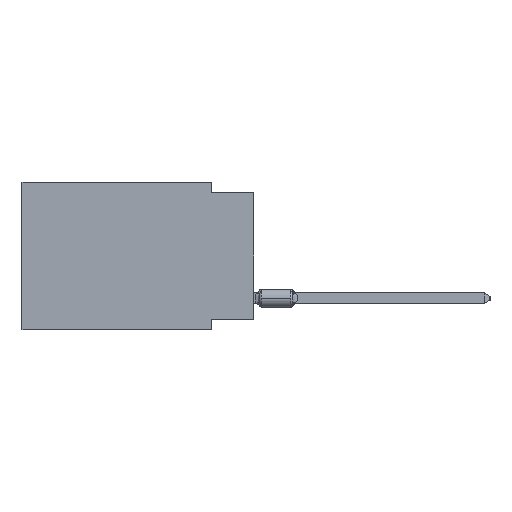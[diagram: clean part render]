
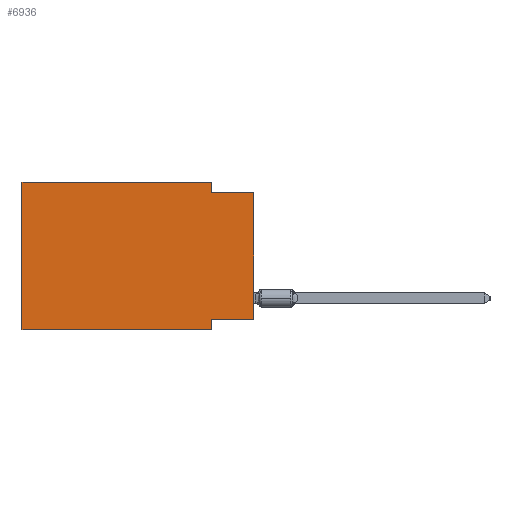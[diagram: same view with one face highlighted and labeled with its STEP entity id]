
A CAD part, left-side view. The second image highlights one B-rep face of the part: STEP entity #6936.
In plain terms, the highlighted planar face has unit normal (-1, 0, 0).
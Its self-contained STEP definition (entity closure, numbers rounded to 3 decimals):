
#293 = ORIENTED_EDGE ( 'NONE', *, *, #4891, .T. ) ;
#419 = EDGE_CURVE ( 'NONE', #32102, #1012, #38087, .T. ) ;
#551 = CARTESIAN_POINT ( 'NONE',  ( 0., 0., -0.635 ) ) ;
#1012 = VERTEX_POINT ( 'NONE', #36163 ) ;
#2311 = EDGE_LOOP ( 'NONE', ( #293, #38005, #36949, #37561, #11231, #36698, #35700, #28030 ) ) ;
#3478 = VERTEX_POINT ( 'NONE', #21833 ) ;
#4891 = EDGE_CURVE ( 'NONE', #33560, #10363, #27259, .T. ) ;
#6245 = DIRECTION ( 'NONE',  ( 0., -1., 0. ) ) ;
#6693 = VECTOR ( 'NONE', #6245, 1000. ) ;
#6936 = ADVANCED_FACE ( 'NONE', ( #17821 ), #38974, .F. ) ;
#7567 = CARTESIAN_POINT ( 'NONE',  ( 0., 0., 0. ) ) ;
#7574 = CARTESIAN_POINT ( 'NONE',  ( 0., 13.97, 0. ) ) ;
#8944 = CARTESIAN_POINT ( 'NONE',  ( 0., 0., -8.255 ) ) ;
#10269 = VERTEX_POINT ( 'NONE', #28714 ) ;
#10363 = VERTEX_POINT ( 'NONE', #23542 ) ;
#11231 = ORIENTED_EDGE ( 'NONE', *, *, #419, .F. ) ;
#11486 = VECTOR ( 'NONE', #26654, 1000. ) ;
#13054 = CARTESIAN_POINT ( 'NONE',  ( 0., 13.97, 0. ) ) ;
#13627 = EDGE_CURVE ( 'NONE', #3478, #10363, #19231, .T. ) ;
#13936 = DIRECTION ( 'NONE',  ( 1., 0., 0. ) ) ;
#16351 = VERTEX_POINT ( 'NONE', #39142 ) ;
#16483 = VERTEX_POINT ( 'NONE', #22089 ) ;
#17755 = VECTOR ( 'NONE', #39744, 1000. ) ;
#17821 = FACE_OUTER_BOUND ( 'NONE', #2311, .T. ) ;
#19231 = LINE ( 'NONE', #551, #32568 ) ;
#21833 = CARTESIAN_POINT ( 'NONE',  ( 0., 2.54, -0.635 ) ) ;
#22089 = CARTESIAN_POINT ( 'NONE',  ( 0., 2.54, -8.255 ) ) ;
#22110 = VECTOR ( 'NONE', #32647, 1000. ) ;
#22125 = AXIS2_PLACEMENT_3D ( 'NONE', #29540, #13936, #26470 ) ;
#22280 = CARTESIAN_POINT ( 'NONE',  ( 0., 0., -8.255 ) ) ;
#22985 = EDGE_CURVE ( 'NONE', #16483, #16351, #33010, .T. ) ;
#23542 = CARTESIAN_POINT ( 'NONE',  ( 0., 0., -0.635 ) ) ;
#24937 = DIRECTION ( 'NONE',  ( 0., 1., 0. ) ) ;
#25729 = LINE ( 'NONE', #31687, #6693 ) ;
#26470 = DIRECTION ( 'NONE',  ( 0., 0., -1. ) ) ;
#26654 = DIRECTION ( 'NONE',  ( 0., 0., -1. ) ) ;
#27259 = LINE ( 'NONE', #7567, #17755 ) ;
#27684 = EDGE_CURVE ( 'NONE', #10269, #3478, #36348, .T. ) ;
#28030 = ORIENTED_EDGE ( 'NONE', *, *, #38511, .F. ) ;
#28714 = CARTESIAN_POINT ( 'NONE',  ( 0., 2.54, 0. ) ) ;
#28987 = CARTESIAN_POINT ( 'NONE',  ( 0., 2.54, -8.89 ) ) ;
#29319 = DIRECTION ( 'NONE',  ( 0., -1., 0. ) ) ;
#29540 = CARTESIAN_POINT ( 'NONE',  ( 0., 13.97, 0. ) ) ;
#29590 = CARTESIAN_POINT ( 'NONE',  ( 0., 2.54, 0. ) ) ;
#31540 = DIRECTION ( 'NONE',  ( 0., -1., 0. ) ) ;
#31687 = CARTESIAN_POINT ( 'NONE',  ( 0., 13.97, -8.89 ) ) ;
#31753 = DIRECTION ( 'NONE',  ( 0., 0., 1. ) ) ;
#32102 = VERTEX_POINT ( 'NONE', #38678 ) ;
#32429 = EDGE_CURVE ( 'NONE', #32102, #16351, #25729, .T. ) ;
#32568 = VECTOR ( 'NONE', #31540, 1000. ) ;
#32647 = DIRECTION ( 'NONE',  ( 0., 0., -1. ) ) ;
#32787 = LINE ( 'NONE', #7574, #40246 ) ;
#33010 = LINE ( 'NONE', #28987, #11486 ) ;
#33560 = VERTEX_POINT ( 'NONE', #22280 ) ;
#35567 = VECTOR ( 'NONE', #31753, 1000. ) ;
#35700 = ORIENTED_EDGE ( 'NONE', *, *, #22985, .F. ) ;
#36163 = CARTESIAN_POINT ( 'NONE',  ( 0., 13.97, 0. ) ) ;
#36348 = LINE ( 'NONE', #29590, #22110 ) ;
#36698 = ORIENTED_EDGE ( 'NONE', *, *, #32429, .T. ) ;
#36736 = EDGE_CURVE ( 'NONE', #1012, #10269, #32787, .T. ) ;
#36949 = ORIENTED_EDGE ( 'NONE', *, *, #27684, .F. ) ;
#37561 = ORIENTED_EDGE ( 'NONE', *, *, #36736, .F. ) ;
#38005 = ORIENTED_EDGE ( 'NONE', *, *, #13627, .F. ) ;
#38087 = LINE ( 'NONE', #13054, #35567 ) ;
#38511 = EDGE_CURVE ( 'NONE', #33560, #16483, #40332, .T. ) ;
#38678 = CARTESIAN_POINT ( 'NONE',  ( 0., 13.97, -8.89 ) ) ;
#38974 = PLANE ( 'NONE',  #22125 ) ;
#39142 = CARTESIAN_POINT ( 'NONE',  ( 0., 2.54, -8.89 ) ) ;
#39385 = VECTOR ( 'NONE', #24937, 1000. ) ;
#39744 = DIRECTION ( 'NONE',  ( 0., 0., 1. ) ) ;
#40246 = VECTOR ( 'NONE', #29319, 1000. ) ;
#40332 = LINE ( 'NONE', #8944, #39385 ) ;
